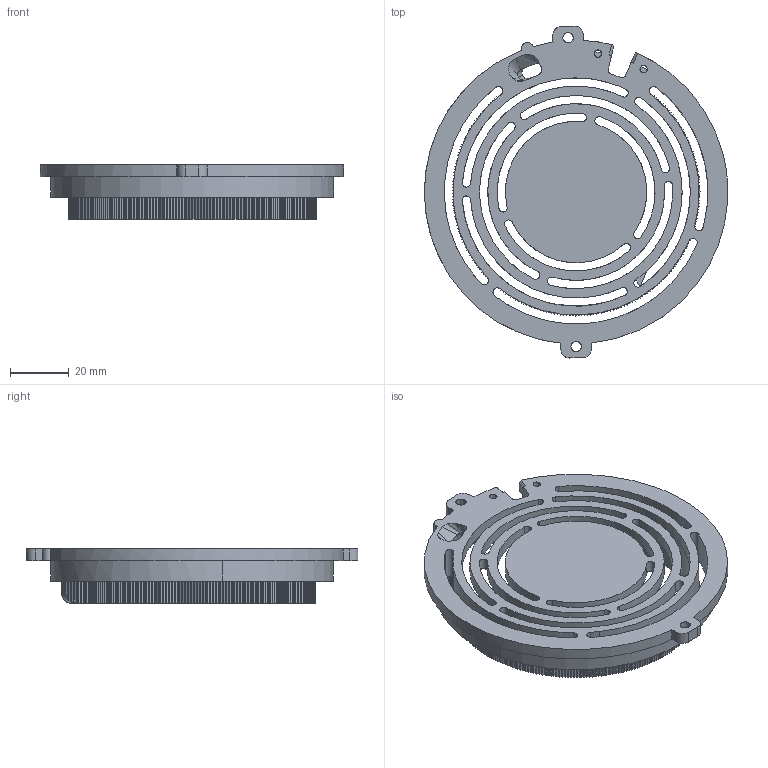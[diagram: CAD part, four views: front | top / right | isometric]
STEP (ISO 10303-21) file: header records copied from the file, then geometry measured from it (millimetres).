
FILE_DESCRIPTION(/* description */ (''),/* implementation_level */ '2;1');
FILE_NAME(/* name */ '26_OF reMix_Ventilation Grid_2311',/* time_stamp */ '2023-12-12T07:35:59+01:00',/* author */ (''),/* organization */ (''),/* preprocessor_version */ 'ST-DEVELOPER v16.5',/* originating_system */ 'Rhino 7.28',/* authorisation */ '');
FILE_SCHEMA (('CONFIG_CONTROL_DESIGN'));
Length unit declared in the file: millimetre
Products named in the file (1): Document
Bounding box: 103.21 x 113 x 18.5 mm (x, y, z)
Volume: 41571.7 mm3; surface area: 31151.3 mm2
Topology: 1 solids, 1 shells, 789 faces, 2107 edges, 1321 vertices
Faces by surface type: plane 675, cylinder 70, bspline 44
Entity records: 23788 total; most frequent: CARTESIAN_POINT 9801, ORIENTED_EDGE 4214, EDGE_CURVE 2107, B_SPLINE_CURVE_WITH_KNOTS 1674, VERTEX_POINT 1321, EDGE_LOOP 808, ADVANCED_FACE 773, FACE_OUTER_BOUND 773
